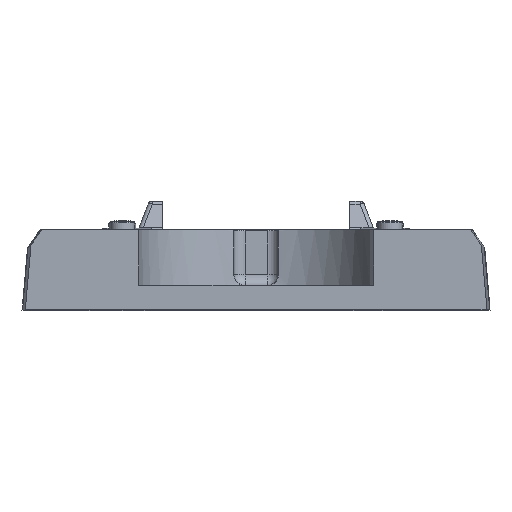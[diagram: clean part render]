
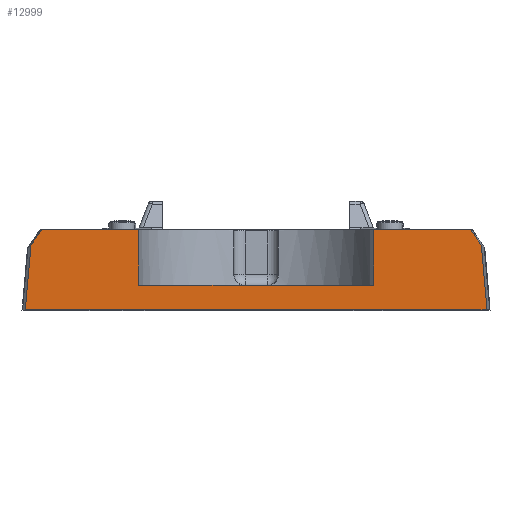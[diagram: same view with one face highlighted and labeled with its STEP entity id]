
A CAD part, top view. The second image highlights one B-rep face of the part: STEP entity #12999.
In plain terms, the highlighted planar face has unit normal (0, 0, 1).
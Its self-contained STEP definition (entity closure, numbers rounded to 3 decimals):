
#5504=CARTESIAN_POINT('',(-96.043,36.,18.007));
#5505=VERTEX_POINT('',#5504);
#5522=CARTESIAN_POINT('',(-52.659,36.,18.007));
#5523=VERTEX_POINT('',#5522);
#5524=CARTESIAN_POINT('',(-52.659,36.,18.007));
#5525=DIRECTION('',(-1.,0.,0.));
#5526=VECTOR('',#5525,43.384);
#5527=LINE('',#5524,#5526);
#5528=EDGE_CURVE('NONE',#5523,#5505,#5527,.T.);
#5581=CARTESIAN_POINT('',(52.659,36.,18.007));
#5582=VERTEX_POINT('',#5581);
#5590=CARTESIAN_POINT('',(96.054,36.,18.007));
#5591=VERTEX_POINT('',#5590);
#5592=CARTESIAN_POINT('',(96.054,36.,18.007));
#5593=DIRECTION('',(-1.,-0.,0.));
#5594=VECTOR('',#5593,43.395);
#5595=LINE('',#5592,#5594);
#5596=EDGE_CURVE('NONE',#5591,#5582,#5595,.T.);
#6365=CARTESIAN_POINT('',(103.52,0.,18.007));
#6366=VERTEX_POINT('',#6365);
#6367=CARTESIAN_POINT('',(-103.52,0.,18.007));
#6368=VERTEX_POINT('',#6367);
#6369=CARTESIAN_POINT('',(103.52,-0.,18.007));
#6370=DIRECTION('',(-1.,-0.,0.));
#6371=VECTOR('',#6370,207.04);
#6372=LINE('',#6369,#6371);
#6373=EDGE_CURVE('NONE',#6366,#6368,#6372,.T.);
#6667=CARTESIAN_POINT('',(-52.659,11.,18.007));
#6668=VERTEX_POINT('',#6667);
#6669=CARTESIAN_POINT('',(-52.659,11.,18.007));
#6670=DIRECTION('',(0.,1.,0.));
#6671=VECTOR('',#6670,25.);
#6672=LINE('',#6669,#6671);
#6673=EDGE_CURVE('NONE',#6668,#5523,#6672,.T.);
#6786=CARTESIAN_POINT('',(52.659,11.,18.007));
#6787=VERTEX_POINT('',#6786);
#6795=CARTESIAN_POINT('',(52.659,36.,18.007));
#6796=DIRECTION('',(0.,-1.,-0.));
#6797=VECTOR('',#6796,25.);
#6798=LINE('',#6795,#6797);
#6799=EDGE_CURVE('NONE',#5582,#6787,#6798,.T.);
#9153=CARTESIAN_POINT('',(-100.973,28.961,18.007));
#9154=VERTEX_POINT('',#9153);
#9155=CARTESIAN_POINT('',(-103.52,0.,18.007));
#9156=CARTESIAN_POINT('',(-102.671,9.654,18.007));
#9157=CARTESIAN_POINT('',(-101.822,19.307,18.007));
#9158=CARTESIAN_POINT('',(-100.973,28.961,18.007));
#9159=B_SPLINE_CURVE_WITH_KNOTS('',3,(#9155,#9156,#9157,#9158),.UNSPECIFIED.,.F.,.F.,(4,4),(0.,0.029),.UNSPECIFIED.);
#9160=EDGE_CURVE('NONE',#6368,#9154,#9159,.T.);
#9197=CARTESIAN_POINT('',(100.972,28.979,18.007));
#9198=VERTEX_POINT('',#9197);
#9215=CARTESIAN_POINT('',(100.972,28.979,18.007));
#9216=CARTESIAN_POINT('',(101.822,19.319,18.007));
#9217=CARTESIAN_POINT('',(102.671,9.66,18.007));
#9218=CARTESIAN_POINT('',(103.52,0.,18.007));
#9219=B_SPLINE_CURVE_WITH_KNOTS('',3,(#9215,#9216,#9217,#9218),.UNSPECIFIED.,.F.,.F.,(4,4),(0.,0.029),.UNSPECIFIED.);
#9220=EDGE_CURVE('NONE',#9198,#6366,#9219,.T.);
#9987=CARTESIAN_POINT('',(100.972,28.979,18.007));
#9988=DIRECTION('',(-0.574,0.819,0.));
#9989=VECTOR('',#9988,8.572);
#9990=LINE('',#9987,#9989);
#9991=EDGE_CURVE('NONE',#9198,#5591,#9990,.T.);
#11606=CARTESIAN_POINT('',(-96.043,36.,18.007));
#11607=DIRECTION('',(-0.574,-0.819,0.));
#11608=VECTOR('',#11607,8.594);
#11609=LINE('',#11606,#11608);
#11610=EDGE_CURVE('NONE',#5505,#9154,#11609,.T.);
#12977=CARTESIAN_POINT('',(108.944,-109.615,18.007));
#12978=DIRECTION('',(-0.,0.,-1.));
#12979=DIRECTION('',(0.,-1.,-0.));
#12980=AXIS2_PLACEMENT_3D('',#12977,#12978,#12979);
#12981=PLANE('',#12980);
#12982=ORIENTED_EDGE('',*,*,#5596,.T.);
#12983=ORIENTED_EDGE('',*,*,#6799,.T.);
#12984=CARTESIAN_POINT('',(-52.659,11.,18.007));
#12985=DIRECTION('',(1.,0.,-0.));
#12986=VECTOR('',#12985,105.318);
#12987=LINE('',#12984,#12986);
#12988=EDGE_CURVE('NONE',#6668,#6787,#12987,.T.);
#12989=ORIENTED_EDGE('',*,*,#12988,.F.);
#12990=ORIENTED_EDGE('',*,*,#6673,.T.);
#12991=ORIENTED_EDGE('',*,*,#5528,.T.);
#12992=ORIENTED_EDGE('',*,*,#11610,.T.);
#12993=ORIENTED_EDGE('',*,*,#9160,.F.);
#12994=ORIENTED_EDGE('',*,*,#6373,.F.);
#12995=ORIENTED_EDGE('',*,*,#9220,.F.);
#12996=ORIENTED_EDGE('',*,*,#9991,.T.);
#12997=EDGE_LOOP('',(#12982,#12983,#12989,#12990,#12991,#12992,#12993,#12994,#12995,#12996));
#12998=FACE_BOUND('',#12997,.T.);
#12999=ADVANCED_FACE('NONE',(#12998),#12981,.F.);
